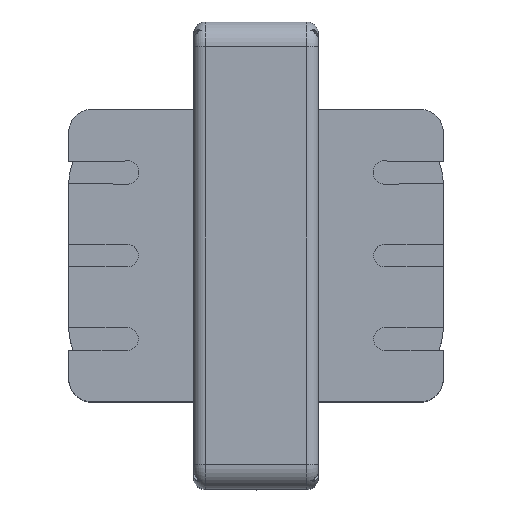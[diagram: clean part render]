
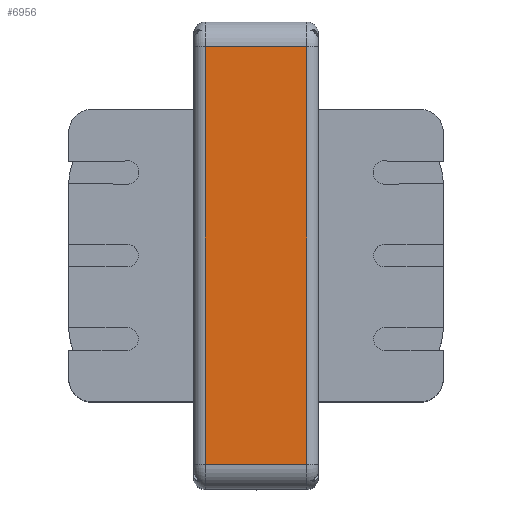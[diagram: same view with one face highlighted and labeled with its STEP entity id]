
A CAD part, top view. The second image highlights one B-rep face of the part: STEP entity #6956.
In plain terms, the highlighted planar face has unit normal (0, 0, 1).
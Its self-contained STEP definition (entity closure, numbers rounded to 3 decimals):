
#5273 = VERTEX_POINT('',#5274);
#5274 = CARTESIAN_POINT('',(-2.165,8.925,16.3));
#5712 = VERTEX_POINT('',#5713);
#5713 = CARTESIAN_POINT('',(-2.165,-8.925,16.3));
#6558 = EDGE_CURVE('',#5273,#5712,#6559,.T.);
#6559 = LINE('',#6560,#6561);
#6560 = CARTESIAN_POINT('',(-2.165,-16.034,16.3));
#6561 = VECTOR('',#6562,1.);
#6562 = DIRECTION('',(0.,-1.,0.));
#6576 = EDGE_CURVE('',#6577,#5273,#6579,.T.);
#6577 = VERTEX_POINT('',#6578);
#6578 = CARTESIAN_POINT('',(2.165,8.925,16.3));
#6579 = LINE('',#6580,#6581);
#6580 = CARTESIAN_POINT('',(2.665,8.925,16.3));
#6581 = VECTOR('',#6582,1.);
#6582 = DIRECTION('',(-1.,0.,0.));
#6718 = EDGE_CURVE('',#5712,#6719,#6721,.T.);
#6719 = VERTEX_POINT('',#6720);
#6720 = CARTESIAN_POINT('',(2.165,-8.925,16.3));
#6721 = LINE('',#6722,#6723);
#6722 = CARTESIAN_POINT('',(2.665,-8.925,16.3));
#6723 = VECTOR('',#6724,1.);
#6724 = DIRECTION('',(1.,0.,0.));
#6956 = ADVANCED_FACE('',(#6957),#6968,.F.);
#6957 = FACE_BOUND('',#6958,.T.);
#6958 = EDGE_LOOP('',(#6959,#6960,#6961,#6962));
#6959 = ORIENTED_EDGE('',*,*,#6576,.T.);
#6960 = ORIENTED_EDGE('',*,*,#6558,.T.);
#6961 = ORIENTED_EDGE('',*,*,#6718,.T.);
#6962 = ORIENTED_EDGE('',*,*,#6963,.T.);
#6963 = EDGE_CURVE('',#6719,#6577,#6964,.T.);
#6964 = LINE('',#6965,#6966);
#6965 = CARTESIAN_POINT('',(2.165,-16.034,16.3));
#6966 = VECTOR('',#6967,1.);
#6967 = DIRECTION('',(0.,1.,0.));
#6968 = PLANE('',#6969);
#6969 = AXIS2_PLACEMENT_3D('',#6970,#6971,#6972);
#6970 = CARTESIAN_POINT('',(2.665,-16.034,16.3));
#6971 = DIRECTION('',(0.,0.,-1.));
#6972 = DIRECTION('',(0.,1.,0.));
